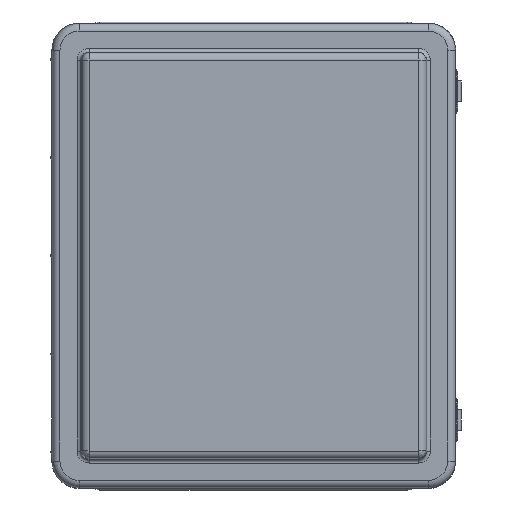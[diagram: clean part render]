
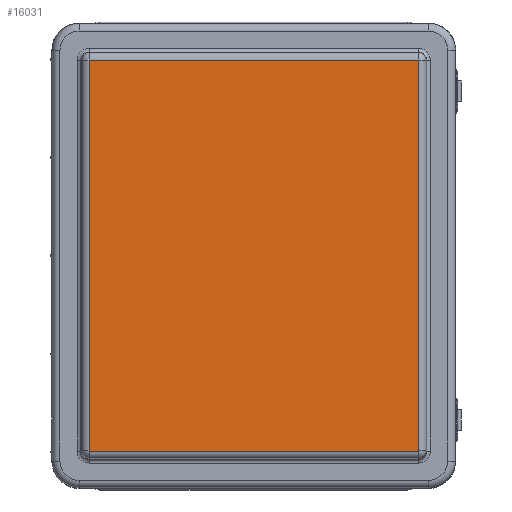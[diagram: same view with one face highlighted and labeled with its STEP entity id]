
A CAD part, top view. The second image highlights one B-rep face of the part: STEP entity #16031.
In plain terms, the highlighted planar face has unit normal (0, 0, 1).
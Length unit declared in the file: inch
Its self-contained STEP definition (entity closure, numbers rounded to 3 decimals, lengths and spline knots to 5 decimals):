
#1296=LINE($,#27790,#2509);
#1299=LINE($,#27797,#2512);
#1300=LINE($,#27830,#2513);
#1303=LINE($,#27837,#2516);
#2509=VECTOR($,#21391,12.93977);
#2512=VECTOR($,#21398,10.9);
#2513=VECTOR($,#21415,10.9);
#2516=VECTOR($,#21422,12.93977);
#3181=PLANE($,#17592);
#4720=FACE_OUTER_BOUND($,#5930,.T.);
#5930=EDGE_LOOP($,(#13755,#13756,#13757,#13758,#13759,#13760,#13761,#13762));
#6873=CIRCLE($,#17567,0.00433);
#6879=CIRCLE($,#17575,0.00433);
#6883=CIRCLE($,#17579,0.00433);
#6887=CIRCLE($,#17585,0.00433);
#8168=VERTEX_POINT($,#27779);
#8169=VERTEX_POINT($,#27781);
#8172=VERTEX_POINT($,#27788);
#8173=VERTEX_POINT($,#27793);
#8176=VERTEX_POINT($,#27808);
#8177=VERTEX_POINT($,#27821);
#8180=VERTEX_POINT($,#27828);
#8181=VERTEX_POINT($,#27833);
#10122=EDGE_CURVE($,#8168,#8169,#6873,.T.);
#10126=EDGE_CURVE($,#8172,#8168,#1296,.T.);
#10130=EDGE_CURVE($,#8169,#8173,#1299,.T.);
#10132=EDGE_CURVE($,#8176,#8172,#6879,.T.);
#10136=EDGE_CURVE($,#8173,#8177,#6883,.T.);
#10138=EDGE_CURVE($,#8180,#8176,#1300,.T.);
#10142=EDGE_CURVE($,#8177,#8181,#1303,.T.);
#10144=EDGE_CURVE($,#8181,#8180,#6887,.T.);
#13755=ORIENTED_EDGE($,*,*,#10122,.F.);
#13756=ORIENTED_EDGE($,*,*,#10126,.F.);
#13757=ORIENTED_EDGE($,*,*,#10132,.F.);
#13758=ORIENTED_EDGE($,*,*,#10138,.F.);
#13759=ORIENTED_EDGE($,*,*,#10144,.F.);
#13760=ORIENTED_EDGE($,*,*,#10142,.F.);
#13761=ORIENTED_EDGE($,*,*,#10136,.F.);
#13762=ORIENTED_EDGE($,*,*,#10130,.F.);
#16031=ADVANCED_FACE($,(#4720),#3181,.T.);
#17567=AXIS2_PLACEMENT_3D($,#27782,#21381,#21382);
#17575=AXIS2_PLACEMENT_3D($,#27810,#21401,#21402);
#17579=AXIS2_PLACEMENT_3D($,#27825,#21409,#21410);
#17585=AXIS2_PLACEMENT_3D($,#27848,#21425,#21426);
#17592=AXIS2_PLACEMENT_3D($,#27867,#21446,#21447);
#21381=DIRECTION('center_axis',(0.,0.,-1.));
#21382=DIRECTION('ref_axis',(0.707,-0.707,0.));
#21391=DIRECTION($,(0.,-1.,0.));
#21398=DIRECTION($,(-1.,0.,0.));
#21401=DIRECTION('center_axis',(0.,0.,-1.));
#21402=DIRECTION('ref_axis',(0.707,0.707,0.));
#21409=DIRECTION('center_axis',(0.,0.,-1.));
#21410=DIRECTION('ref_axis',(-0.707,-0.707,0.));
#21415=DIRECTION($,(1.,0.,0.));
#21422=DIRECTION($,(0.,1.,0.));
#21425=DIRECTION('center_axis',(0.,0.,-1.));
#21426=DIRECTION('ref_axis',(-0.707,0.707,0.));
#21446=DIRECTION('center_axis',(0.,0.,1.));
#21447=DIRECTION('ref_axis',(1.,0.,0.));
#27779=CARTESIAN_POINT('',(5.45433,-6.46989,2.25));
#27781=CARTESIAN_POINT('',(5.45,-6.47421,2.25));
#27782=CARTESIAN_POINT('Origin',(5.45,-6.46989,2.25));
#27788=CARTESIAN_POINT('',(5.45433,6.46989,2.25));
#27790=CARTESIAN_POINT($,(5.45433,6.46989,2.25));
#27793=CARTESIAN_POINT('',(-5.45,-6.47421,2.25));
#27797=CARTESIAN_POINT($,(5.45,-6.47421,2.25));
#27808=CARTESIAN_POINT('',(5.45,6.47421,2.25));
#27810=CARTESIAN_POINT('Origin',(5.45,6.46989,2.25));
#27821=CARTESIAN_POINT('',(-5.45433,-6.46989,2.25));
#27825=CARTESIAN_POINT('Origin',(-5.45,-6.46989,2.25));
#27828=CARTESIAN_POINT('',(-5.45,6.47421,2.25));
#27830=CARTESIAN_POINT($,(-5.45,6.47421,2.25));
#27833=CARTESIAN_POINT('',(-5.45433,6.46989,2.25));
#27837=CARTESIAN_POINT($,(-5.45433,-6.46989,2.25));
#27848=CARTESIAN_POINT('Origin',(-5.45,6.46989,2.25));
#27867=CARTESIAN_POINT('Origin',(0.,0.,2.25));
